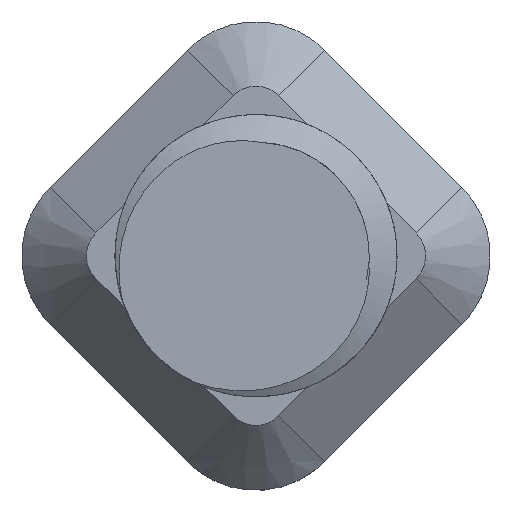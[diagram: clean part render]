
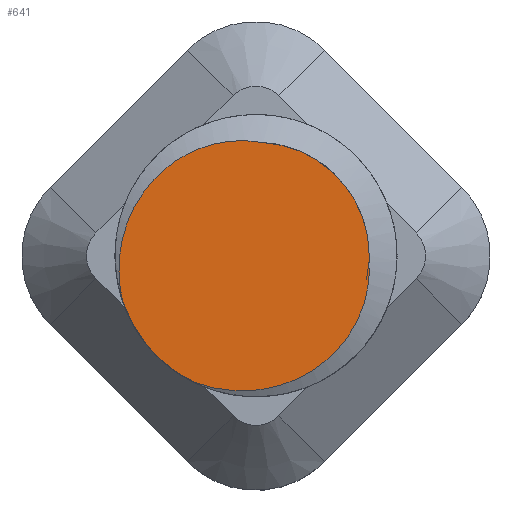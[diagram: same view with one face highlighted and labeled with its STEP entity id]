
A CAD part, top view. The second image highlights one B-rep face of the part: STEP entity #641.
In plain terms, the highlighted planar face has unit normal (0, 0, 1).
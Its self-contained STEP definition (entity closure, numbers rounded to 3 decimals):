
#28=PLANE('',#708);
#63=FACE_OUTER_BOUND('',#104,.T.);
#104=EDGE_LOOP('',(#498,#499,#500,#501,#502));
#131=CIRCLE('',#683,1.75);
#132=CIRCLE('',#685,1.75);
#158=B_SPLINE_CURVE_WITH_KNOTS('',3,(#1274,#1275,#1276,#1277,#1278,#1279,
#1280,#1281,#1282,#1283,#1284,#1285,#1286,#1287,#1288,#1289),
 .UNSPECIFIED.,.F.,.F.,(4,2,2,2,2,2,2,4),(0.,0.034,0.075,
0.156,0.279,0.437,0.553,
0.67),.UNSPECIFIED.);
#159=B_SPLINE_CURVE_WITH_KNOTS('',3,(#1291,#1292,#1293,#1294,#1295,#1296),
 .UNSPECIFIED.,.F.,.F.,(4,2,4),(0.,0.086,0.172),
 .UNSPECIFIED.);
#160=B_SPLINE_CURVE_WITH_KNOTS('',3,(#1297,#1298,#1299,#1300,#1301,#1302,
#1303,#1304,#1305,#1306,#1307,#1308,#1309,#1310,#1311,#1312),
 .UNSPECIFIED.,.F.,.F.,(4,2,2,2,2,2,2,4),(0.,0.057,0.113,
0.187,0.223,0.282,0.311,
0.339),.UNSPECIFIED.);
#281=VERTEX_POINT('',#910);
#282=VERTEX_POINT('',#912);
#285=VERTEX_POINT('',#964);
#322=VERTEX_POINT('',#1273);
#323=VERTEX_POINT('',#1290);
#339=EDGE_CURVE('',#281,#282,#131,.T.);
#342=EDGE_CURVE('',#285,#281,#132,.T.);
#390=EDGE_CURVE('',#282,#322,#158,.T.);
#391=EDGE_CURVE('',#322,#323,#159,.T.);
#392=EDGE_CURVE('',#323,#285,#160,.T.);
#498=ORIENTED_EDGE('',*,*,#342,.T.);
#499=ORIENTED_EDGE('',*,*,#339,.T.);
#500=ORIENTED_EDGE('',*,*,#390,.T.);
#501=ORIENTED_EDGE('',*,*,#391,.T.);
#502=ORIENTED_EDGE('',*,*,#392,.T.);
#641=ADVANCED_FACE('',(#63),#28,.T.);
#683=AXIS2_PLACEMENT_3D('',#923,#742,#743);
#685=AXIS2_PLACEMENT_3D('',#965,#747,#748);
#708=AXIS2_PLACEMENT_3D('',#1272,#821,#822);
#742=DIRECTION('center_axis',(0.,0.,1.));
#743=DIRECTION('ref_axis',(1.,0.,0.));
#747=DIRECTION('center_axis',(0.,0.,1.));
#748=DIRECTION('ref_axis',(1.,0.,0.));
#821=DIRECTION('center_axis',(0.,0.,1.));
#822=DIRECTION('ref_axis',(1.,0.,0.));
#910=CARTESIAN_POINT('',(1.75,0.,4.8));
#912=CARTESIAN_POINT('',(0.113,1.746,4.8));
#923=CARTESIAN_POINT('Origin',(0.,0.,4.8));
#964=CARTESIAN_POINT('',(1.746,-0.113,4.8));
#965=CARTESIAN_POINT('Origin',(0.,0.,4.8));
#1272=CARTESIAN_POINT('Origin',(0.,0.,4.8));
#1273=CARTESIAN_POINT('',(-2.06,-0.711,4.8));
#1274=CARTESIAN_POINT('Ctrl Pts',(0.113,1.746,4.8));
#1275=CARTESIAN_POINT('Ctrl Pts',(0.001,1.767,
4.8));
#1276=CARTESIAN_POINT('Ctrl Pts',(-0.102,1.775,4.8));
#1277=CARTESIAN_POINT('Ctrl Pts',(-0.282,1.777,4.8));
#1278=CARTESIAN_POINT('Ctrl Pts',(-0.38,1.771,4.8));
#1279=CARTESIAN_POINT('Ctrl Pts',(-0.673,1.729,4.8));
#1280=CARTESIAN_POINT('Ctrl Pts',(-0.863,1.669,4.8));
#1281=CARTESIAN_POINT('Ctrl Pts',(-1.307,1.446,4.8));
#1282=CARTESIAN_POINT('Ctrl Pts',(-1.5,1.267,4.8));
#1283=CARTESIAN_POINT('Ctrl Pts',(-1.804,0.912,4.8));
#1284=CARTESIAN_POINT('Ctrl Pts',(-1.935,0.68,4.8));
#1285=CARTESIAN_POINT('Ctrl Pts',(-2.077,0.245,4.8));
#1286=CARTESIAN_POINT('Ctrl Pts',(-2.11,0.056,
4.8));
#1287=CARTESIAN_POINT('Ctrl Pts',(-2.123,-0.33,4.8));
#1288=CARTESIAN_POINT('Ctrl Pts',(-2.104,-0.523,4.8));
#1289=CARTESIAN_POINT('Ctrl Pts',(-2.06,-0.711,
4.8));
#1290=CARTESIAN_POINT('',(-0.954,-1.96,4.8));
#1291=CARTESIAN_POINT('Ctrl Pts',(-2.06,-0.711,
4.8));
#1292=CARTESIAN_POINT('Ctrl Pts',(-1.967,-0.982,
4.8));
#1293=CARTESIAN_POINT('Ctrl Pts',(-1.821,-1.231,4.8));
#1294=CARTESIAN_POINT('Ctrl Pts',(-1.441,-1.66,4.8));
#1295=CARTESIAN_POINT('Ctrl Pts',(-1.211,-1.835,4.8));
#1296=CARTESIAN_POINT('Ctrl Pts',(-0.954,-1.96,4.8));
#1297=CARTESIAN_POINT('Ctrl Pts',(-0.954,-1.96,4.8));
#1298=CARTESIAN_POINT('Ctrl Pts',(-0.775,-2.025,4.8));
#1299=CARTESIAN_POINT('Ctrl Pts',(-0.589,-2.066,4.8));
#1300=CARTESIAN_POINT('Ctrl Pts',(-0.213,-2.099,4.8));
#1301=CARTESIAN_POINT('Ctrl Pts',(-0.019,-2.092,
4.8));
#1302=CARTESIAN_POINT('Ctrl Pts',(0.435,-2.005,4.8));
#1303=CARTESIAN_POINT('Ctrl Pts',(0.681,-1.905,4.8));
#1304=CARTESIAN_POINT('Ctrl Pts',(1.005,-1.69,4.8));
#1305=CARTESIAN_POINT('Ctrl Pts',(1.104,-1.609,4.8));
#1306=CARTESIAN_POINT('Ctrl Pts',(1.345,-1.373,4.8));
#1307=CARTESIAN_POINT('Ctrl Pts',(1.499,-1.175,4.8));
#1308=CARTESIAN_POINT('Ctrl Pts',(1.662,-0.788,4.8));
#1309=CARTESIAN_POINT('Ctrl Pts',(1.7,-0.655,4.8));
#1310=CARTESIAN_POINT('Ctrl Pts',(1.746,-0.386,4.8));
#1311=CARTESIAN_POINT('Ctrl Pts',(1.754,-0.249,4.8));
#1312=CARTESIAN_POINT('Ctrl Pts',(1.746,-0.113,4.8));
